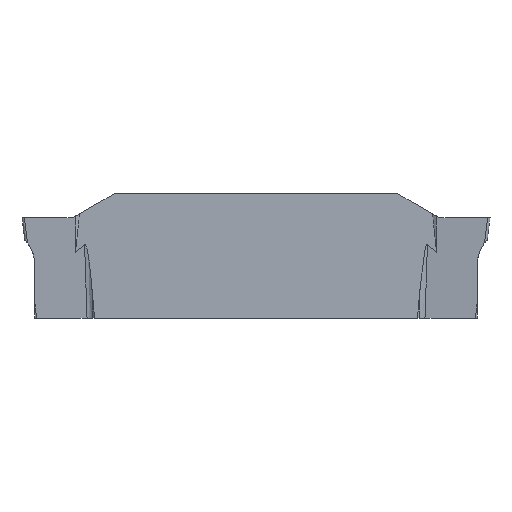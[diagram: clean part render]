
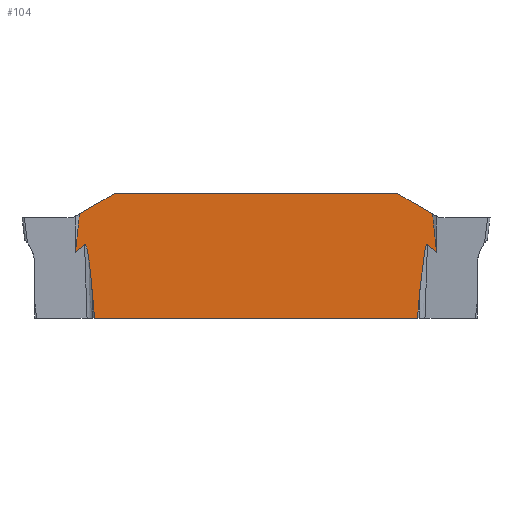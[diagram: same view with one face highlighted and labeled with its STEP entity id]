
A CAD part, left-side view. The second image highlights one B-rep face of the part: STEP entity #104.
In plain terms, the highlighted planar face has unit normal (-1, 0, 0).
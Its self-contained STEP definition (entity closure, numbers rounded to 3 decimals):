
#73=B_SPLINE_CURVE_WITH_KNOTS('',3,(#1294,#1295,#1296,#1297,#1298,#1299,
#1300,#1301,#1302,#1303,#1304,#1305,#1306,#1307,#1308,#1309,#1310,#1311,
#1312,#1313,#1314,#1315,#1316,#1317,#1318,#1319,#1320,#1321),
 .UNSPECIFIED.,.F.,.F.,(4,3,3,3,3,3,3,3,3,4),(0.,0.004,0.008,
0.011,0.016,0.024,0.052,
0.187,0.723,1.),.UNSPECIFIED.);
#74=B_SPLINE_CURVE_WITH_KNOTS('',3,(#1326,#1327,#1328,#1329,#1330,#1331,
#1332,#1333,#1334,#1335,#1336,#1337,#1338,#1339,#1340,#1341,#1342,#1343,
#1344,#1345,#1346,#1347,#1348,#1349,#1350,#1351,#1352,#1353,#1354,#1355,
#1356,#1357,#1358,#1359,#1360,#1361,#1362,#1363,#1364,#1365,#1366,#1367,
#1368),.UNSPECIFIED.,.F.,.F.,(4,3,3,3,3,3,3,3,3,3,3,3,3,3,4),(0.,0.314,
0.647,0.814,0.881,0.921,
0.945,0.961,0.975,0.982,
0.987,0.991,0.994,0.998,
1.),.UNSPECIFIED.);
#104=ADVANCED_FACE('SIDE_IB_1_SU5',(#170),#142,.F.);
#142=PLANE('',#869);
#170=FACE_OUTER_BOUND('',#212,.T.);
#212=EDGE_LOOP('',(#299,#300,#301,#302,#303,#304,#305,#306,#307,#308,#309,
#310));
#299=ORIENTED_EDGE('',*,*,#613,.T.);
#300=ORIENTED_EDGE('',*,*,#614,.T.);
#301=ORIENTED_EDGE('',*,*,#615,.T.);
#302=ORIENTED_EDGE('',*,*,#616,.T.);
#303=ORIENTED_EDGE('',*,*,#578,.F.);
#304=ORIENTED_EDGE('',*,*,#617,.T.);
#305=ORIENTED_EDGE('',*,*,#618,.T.);
#306=ORIENTED_EDGE('',*,*,#619,.T.);
#307=ORIENTED_EDGE('',*,*,#620,.T.);
#308=ORIENTED_EDGE('',*,*,#621,.F.);
#309=ORIENTED_EDGE('',*,*,#622,.F.);
#310=ORIENTED_EDGE('',*,*,#623,.F.);
#498=VERTEX_POINT('',#1108);
#499=VERTEX_POINT('',#1110);
#527=VERTEX_POINT('',#1290);
#528=VERTEX_POINT('',#1291);
#529=VERTEX_POINT('',#1293);
#530=VERTEX_POINT('',#1322);
#531=VERTEX_POINT('',#1325);
#532=VERTEX_POINT('',#1369);
#533=VERTEX_POINT('',#1371);
#534=VERTEX_POINT('',#1373);
#535=VERTEX_POINT('',#1375);
#536=VERTEX_POINT('',#1377);
#578=EDGE_CURVE('',#498,#499,#694,.T.);
#613=EDGE_CURVE('',#527,#528,#709,.T.);
#614=EDGE_CURVE('',#528,#529,#710,.T.);
#615=EDGE_CURVE('',#529,#530,#73,.T.);
#616=EDGE_CURVE('',#530,#499,#711,.T.);
#617=EDGE_CURVE('',#498,#531,#712,.T.);
#618=EDGE_CURVE('',#531,#532,#74,.T.);
#619=EDGE_CURVE('',#532,#533,#713,.T.);
#620=EDGE_CURVE('',#533,#534,#714,.T.);
#621=EDGE_CURVE('',#535,#534,#715,.T.);
#622=EDGE_CURVE('',#536,#535,#716,.T.);
#623=EDGE_CURVE('',#527,#536,#717,.T.);
#694=LINE('',#1109,#758);
#709=LINE('',#1289,#773);
#710=LINE('',#1292,#774);
#711=LINE('',#1323,#775);
#712=LINE('',#1324,#776);
#713=LINE('',#1370,#777);
#714=LINE('',#1372,#778);
#715=LINE('',#1374,#779);
#716=LINE('',#1376,#780);
#717=LINE('',#1378,#781);
#758=VECTOR('',#909,1.);
#773=VECTOR('',#946,1.);
#774=VECTOR('',#947,1.);
#775=VECTOR('',#948,1.);
#776=VECTOR('',#949,1.);
#777=VECTOR('',#950,1.);
#778=VECTOR('',#951,1.);
#779=VECTOR('',#952,1.);
#780=VECTOR('',#953,1.);
#781=VECTOR('',#954,1.);
#869=AXIS2_PLACEMENT_3D('',#1379,#955,#956);
#909=DIRECTION('',(0.,1.,0.));
#946=DIRECTION('',(0.,0.104,-0.995));
#947=DIRECTION('',(0.,-0.769,0.64));
#948=DIRECTION('',(0.,-0.087,-0.996));
#949=DIRECTION('',(0.,-0.087,0.996));
#950=DIRECTION('',(0.,-0.769,-0.64));
#951=DIRECTION('',(0.,0.104,0.995));
#952=DIRECTION('',(0.,-0.866,-0.5));
#953=DIRECTION('',(0.,-1.,0.));
#954=DIRECTION('',(0.,-0.866,0.5));
#955=DIRECTION('',(1.,0.,0.));
#956=DIRECTION('',(0.,0.,-1.));
#1108=CARTESIAN_POINT('',(-0.8,-7.182,-4.47));
#1109=CARTESIAN_POINT('',(-0.8,0.,-4.47));
#1110=CARTESIAN_POINT('',(-0.8,7.182,-4.47));
#1289=CARTESIAN_POINT('',(-0.8,7.792,0.817));
#1290=CARTESIAN_POINT('',(-0.8,7.859,0.176));
#1291=CARTESIAN_POINT('',(-0.8,8.039,-1.539));
#1292=CARTESIAN_POINT('',(-0.8,2.533,3.043));
#1293=CARTESIAN_POINT('',(-0.8,7.629,-1.198));
#1294=CARTESIAN_POINT('',(-0.8,7.629,-1.198));
#1295=CARTESIAN_POINT('',(-0.8,7.627,-1.197));
#1296=CARTESIAN_POINT('',(-0.8,7.625,-1.195));
#1297=CARTESIAN_POINT('',(-0.8,7.623,-1.194));
#1298=CARTESIAN_POINT('',(-0.8,7.62,-1.193));
#1299=CARTESIAN_POINT('',(-0.8,7.618,-1.192));
#1300=CARTESIAN_POINT('',(-0.8,7.615,-1.192));
#1301=CARTESIAN_POINT('',(-0.8,7.613,-1.192));
#1302=CARTESIAN_POINT('',(-0.8,7.61,-1.193));
#1303=CARTESIAN_POINT('',(-0.8,7.608,-1.193));
#1304=CARTESIAN_POINT('',(-0.8,7.605,-1.194));
#1305=CARTESIAN_POINT('',(-0.8,7.603,-1.196));
#1306=CARTESIAN_POINT('',(-0.8,7.6,-1.197));
#1307=CARTESIAN_POINT('',(-0.8,7.596,-1.2));
#1308=CARTESIAN_POINT('',(-0.8,7.592,-1.204));
#1309=CARTESIAN_POINT('',(-0.8,7.589,-1.209));
#1310=CARTESIAN_POINT('',(-0.8,7.577,-1.223));
#1311=CARTESIAN_POINT('',(-0.8,7.569,-1.24));
#1312=CARTESIAN_POINT('',(-0.8,7.562,-1.257));
#1313=CARTESIAN_POINT('',(-0.8,7.529,-1.339));
#1314=CARTESIAN_POINT('',(-0.8,7.512,-1.427));
#1315=CARTESIAN_POINT('',(-0.8,7.495,-1.513));
#1316=CARTESIAN_POINT('',(-0.8,7.426,-1.856));
#1317=CARTESIAN_POINT('',(-0.8,7.39,-2.206));
#1318=CARTESIAN_POINT('',(-0.8,7.354,-2.554));
#1319=CARTESIAN_POINT('',(-0.8,7.335,-2.734));
#1320=CARTESIAN_POINT('',(-0.8,7.319,-2.913));
#1321=CARTESIAN_POINT('',(-0.8,7.303,-3.093));
#1322=CARTESIAN_POINT('',(-0.8,7.303,-3.093));
#1323=CARTESIAN_POINT('',(-0.8,7.516,-0.658));
#1324=CARTESIAN_POINT('',(-0.8,-7.516,-0.658));
#1325=CARTESIAN_POINT('',(-0.8,-7.303,-3.093));
#1326=CARTESIAN_POINT('',(-0.8,-7.303,-3.093));
#1327=CARTESIAN_POINT('',(-0.8,-7.321,-2.889));
#1328=CARTESIAN_POINT('',(-0.8,-7.34,-2.684));
#1329=CARTESIAN_POINT('',(-0.8,-7.362,-2.48));
#1330=CARTESIAN_POINT('',(-0.8,-7.384,-2.264));
#1331=CARTESIAN_POINT('',(-0.8,-7.41,-2.048));
#1332=CARTESIAN_POINT('',(-0.8,-7.441,-1.834));
#1333=CARTESIAN_POINT('',(-0.8,-7.457,-1.725));
#1334=CARTESIAN_POINT('',(-0.8,-7.474,-1.617));
#1335=CARTESIAN_POINT('',(-0.8,-7.495,-1.51));
#1336=CARTESIAN_POINT('',(-0.8,-7.504,-1.467));
#1337=CARTESIAN_POINT('',(-0.8,-7.513,-1.424));
#1338=CARTESIAN_POINT('',(-0.8,-7.524,-1.382));
#1339=CARTESIAN_POINT('',(-0.8,-7.53,-1.356));
#1340=CARTESIAN_POINT('',(-0.8,-7.537,-1.331));
#1341=CARTESIAN_POINT('',(-0.8,-7.545,-1.306));
#1342=CARTESIAN_POINT('',(-0.8,-7.55,-1.291));
#1343=CARTESIAN_POINT('',(-0.8,-7.555,-1.276));
#1344=CARTESIAN_POINT('',(-0.8,-7.561,-1.261));
#1345=CARTESIAN_POINT('',(-0.8,-7.565,-1.252));
#1346=CARTESIAN_POINT('',(-0.8,-7.569,-1.242));
#1347=CARTESIAN_POINT('',(-0.8,-7.573,-1.234));
#1348=CARTESIAN_POINT('',(-0.8,-7.578,-1.225));
#1349=CARTESIAN_POINT('',(-0.8,-7.582,-1.217));
#1350=CARTESIAN_POINT('',(-0.8,-7.588,-1.21));
#1351=CARTESIAN_POINT('',(-0.8,-7.591,-1.206));
#1352=CARTESIAN_POINT('',(-0.8,-7.594,-1.203));
#1353=CARTESIAN_POINT('',(-0.8,-7.597,-1.2));
#1354=CARTESIAN_POINT('',(-0.8,-7.6,-1.198));
#1355=CARTESIAN_POINT('',(-0.8,-7.602,-1.196));
#1356=CARTESIAN_POINT('',(-0.8,-7.606,-1.194));
#1357=CARTESIAN_POINT('',(-0.8,-7.608,-1.193));
#1358=CARTESIAN_POINT('',(-0.8,-7.61,-1.193));
#1359=CARTESIAN_POINT('',(-0.8,-7.612,-1.192));
#1360=CARTESIAN_POINT('',(-0.8,-7.615,-1.192));
#1361=CARTESIAN_POINT('',(-0.8,-7.617,-1.192));
#1362=CARTESIAN_POINT('',(-0.8,-7.619,-1.193));
#1363=CARTESIAN_POINT('',(-0.8,-7.622,-1.194));
#1364=CARTESIAN_POINT('',(-0.8,-7.624,-1.195));
#1365=CARTESIAN_POINT('',(-0.8,-7.626,-1.196));
#1366=CARTESIAN_POINT('',(-0.8,-7.627,-1.197));
#1367=CARTESIAN_POINT('',(-0.8,-7.628,-1.198));
#1368=CARTESIAN_POINT('',(-0.8,-7.629,-1.198));
#1369=CARTESIAN_POINT('',(-0.8,-7.629,-1.198));
#1370=CARTESIAN_POINT('',(-0.8,-2.533,3.043));
#1371=CARTESIAN_POINT('',(-0.8,-8.039,-1.539));
#1372=CARTESIAN_POINT('',(-0.8,-7.792,0.817));
#1373=CARTESIAN_POINT('',(-0.8,-7.859,0.176));
#1374=CARTESIAN_POINT('',(-0.8,-2.041,3.535));
#1375=CARTESIAN_POINT('',(-0.8,-6.31,1.07));
#1376=CARTESIAN_POINT('',(-0.8,0.,1.07));
#1377=CARTESIAN_POINT('',(-0.8,6.31,1.07));
#1378=CARTESIAN_POINT('',(-0.8,2.041,3.535));
#1379=CARTESIAN_POINT('',(-0.8,0.,0.));
